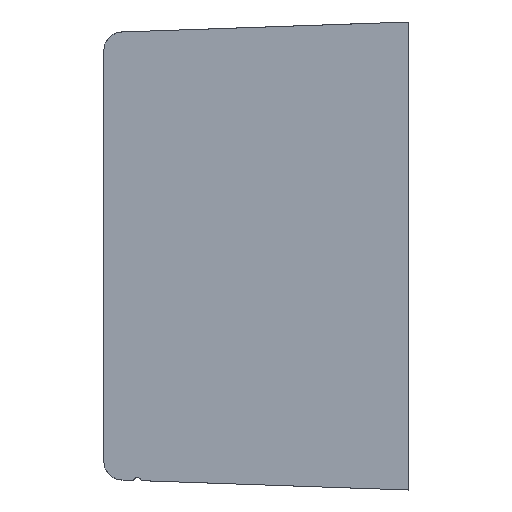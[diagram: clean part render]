
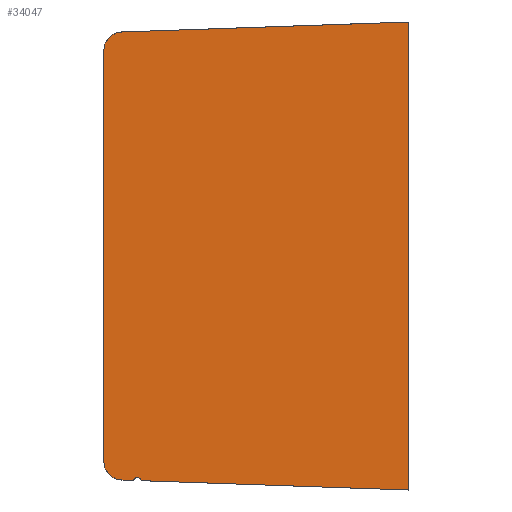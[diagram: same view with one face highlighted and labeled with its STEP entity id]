
A CAD part, left-side view. The second image highlights one B-rep face of the part: STEP entity #34047.
In plain terms, the highlighted planar face has unit normal (-1, 0, 0).
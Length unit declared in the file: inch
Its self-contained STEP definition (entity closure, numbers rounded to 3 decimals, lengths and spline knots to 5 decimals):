
#617 = DIRECTION ( 'NONE',  ( 0., 1., 0. ) ) ;
#2332 = CARTESIAN_POINT ( 'NONE',  ( -0.9935, 3.05, 2.19337 ) ) ;
#2556 = ORIENTED_EDGE ( 'NONE', *, *, #16534, .T. ) ;
#5020 = CIRCLE ( 'NONE', #59325, 0.2 ) ;
#8908 = DIRECTION ( 'NONE',  ( 0., -0.999, -0.035 ) ) ;
#9043 = DIRECTION ( 'NONE',  ( 0., 1., 0. ) ) ;
#9161 = DIRECTION ( 'NONE',  ( -1., 0., 0. ) ) ;
#9240 = VECTOR ( 'NONE', #52333, 39.37008 ) ;
#10460 = VERTEX_POINT ( 'NONE', #77764 ) ;
#11322 = LINE ( 'NONE', #79694, #44888 ) ;
#13731 = VERTEX_POINT ( 'NONE', #28408 ) ;
#14029 = AXIS2_PLACEMENT_3D ( 'NONE', #34051, #80521, #40777 ) ;
#14756 = CIRCLE ( 'NONE', #73880, 0.2 ) ;
#15315 = CARTESIAN_POINT ( 'NONE',  ( -0.9935, 3.42043, -2.38056 ) ) ;
#15596 = CARTESIAN_POINT ( 'NONE',  ( -0.9935, 3.42043, -2.38056 ) ) ;
#16534 = EDGE_CURVE ( 'NONE', #66826, #66017, #40083, .T. ) ;
#18350 = EDGE_LOOP ( 'NONE', ( #2556, #75410, #37812, #51304, #60014, #75321, #34714, #86016 ) ) ;
#18672 = CARTESIAN_POINT ( 'NONE',  ( -0.9935, 2.93311, -2.39757 ) ) ;
#19800 = EDGE_CURVE ( 'NONE', #52422, #82929, #5020, .T. ) ;
#21185 = LINE ( 'NONE', #51331, #72190 ) ;
#22259 = VECTOR ( 'NONE', #75629, 39.37008 ) ;
#24751 = DIRECTION ( 'NONE',  ( 0., -0.999, 0.035 ) ) ;
#25488 = CARTESIAN_POINT ( 'NONE',  ( -0.9935, 0., 2.5 ) ) ;
#27259 = EDGE_CURVE ( 'NONE', #10460, #13731, #14756, .T. ) ;
#28408 = CARTESIAN_POINT ( 'NONE',  ( -0.9935, 3.25, 2.19337 ) ) ;
#28441 = CARTESIAN_POINT ( 'NONE',  ( -0.9935, 0., -2.5 ) ) ;
#31617 = EDGE_CURVE ( 'NONE', #82929, #46707, #73021, .T. ) ;
#34047 = ADVANCED_FACE ( 'NONE', ( #79234 ), #79609, .F. ) ;
#34051 = CARTESIAN_POINT ( 'NONE',  ( -0.9935, 2.89106, -2.41359 ) ) ;
#34714 = ORIENTED_EDGE ( 'NONE', *, *, #31617, .T. ) ;
#37812 = ORIENTED_EDGE ( 'NONE', *, *, #66887, .F. ) ;
#37926 = CARTESIAN_POINT ( 'NONE',  ( -0.9935, 2.84799, -2.40055 ) ) ;
#39958 = DIRECTION ( 'NONE',  ( 0., 0., -1. ) ) ;
#40083 = LINE ( 'NONE', #15596, #22259 ) ;
#40758 = DIRECTION ( 'NONE',  ( 1., 0., 0. ) ) ;
#40777 = DIRECTION ( 'NONE',  ( 0., -1., 0. ) ) ;
#44888 = VECTOR ( 'NONE', #39958, 39.37008 ) ;
#45685 = EDGE_CURVE ( 'NONE', #61784, #66017, #11322, .T. ) ;
#45864 = VECTOR ( 'NONE', #8908, 39.37008 ) ;
#45932 = CARTESIAN_POINT ( 'NONE',  ( -0.9935, 3.25, 2.5 ) ) ;
#46197 = AXIS2_PLACEMENT_3D ( 'NONE', #80501, #40758, #617 ) ;
#46707 = VERTEX_POINT ( 'NONE', #18672 ) ;
#49133 = DIRECTION ( 'NONE',  ( -1., 0., 0. ) ) ;
#49253 = CARTESIAN_POINT ( 'NONE',  ( -0.9935, 3.05, -2.19337 ) ) ;
#51304 = ORIENTED_EDGE ( 'NONE', *, *, #27259, .T. ) ;
#51331 = CARTESIAN_POINT ( 'NONE',  ( -0.9935, 3.24604, 2.38665 ) ) ;
#52333 = DIRECTION ( 'NONE',  ( 0., 0., -1. ) ) ;
#52422 = VERTEX_POINT ( 'NONE', #59057 ) ;
#55439 = EDGE_CURVE ( 'NONE', #66826, #46707, #56568, .T. ) ;
#55922 = DIRECTION ( 'NONE',  ( 0., 1., 0. ) ) ;
#56568 = CIRCLE ( 'NONE', #14029, 0.045 ) ;
#59057 = CARTESIAN_POINT ( 'NONE',  ( -0.9935, 3.25, -2.19337 ) ) ;
#59325 = AXIS2_PLACEMENT_3D ( 'NONE', #49253, #9161, #55922 ) ;
#60014 = ORIENTED_EDGE ( 'NONE', *, *, #72152, .T. ) ;
#60415 = LINE ( 'NONE', #45932, #9240 ) ;
#61784 = VERTEX_POINT ( 'NONE', #25488 ) ;
#66017 = VERTEX_POINT ( 'NONE', #28441 ) ;
#66826 = VERTEX_POINT ( 'NONE', #37926 ) ;
#66887 = EDGE_CURVE ( 'NONE', #10460, #61784, #21185, .T. ) ;
#67980 = CARTESIAN_POINT ( 'NONE',  ( -0.9935, 3.05698, -2.39325 ) ) ;
#72152 = EDGE_CURVE ( 'NONE', #13731, #52422, #60415, .T. ) ;
#72190 = VECTOR ( 'NONE', #24751, 39.37008 ) ;
#73021 = LINE ( 'NONE', #15315, #45864 ) ;
#73880 = AXIS2_PLACEMENT_3D ( 'NONE', #2332, #49133, #9043 ) ;
#75321 = ORIENTED_EDGE ( 'NONE', *, *, #19800, .T. ) ;
#75410 = ORIENTED_EDGE ( 'NONE', *, *, #45685, .F. ) ;
#75629 = DIRECTION ( 'NONE',  ( 0., -0.999, -0.035 ) ) ;
#77764 = CARTESIAN_POINT ( 'NONE',  ( -0.9935, 3.05698, 2.39325 ) ) ;
#79234 = FACE_OUTER_BOUND ( 'NONE', #18350, .T. ) ;
#79609 = PLANE ( 'NONE',  #46197 ) ;
#79694 = CARTESIAN_POINT ( 'NONE',  ( -0.9935, 0., 2.5 ) ) ;
#80501 = CARTESIAN_POINT ( 'NONE',  ( -0.9935, 3.25, 2.5 ) ) ;
#80521 = DIRECTION ( 'NONE',  ( -1., 0., 0. ) ) ;
#82929 = VERTEX_POINT ( 'NONE', #67980 ) ;
#86016 = ORIENTED_EDGE ( 'NONE', *, *, #55439, .F. ) ;
